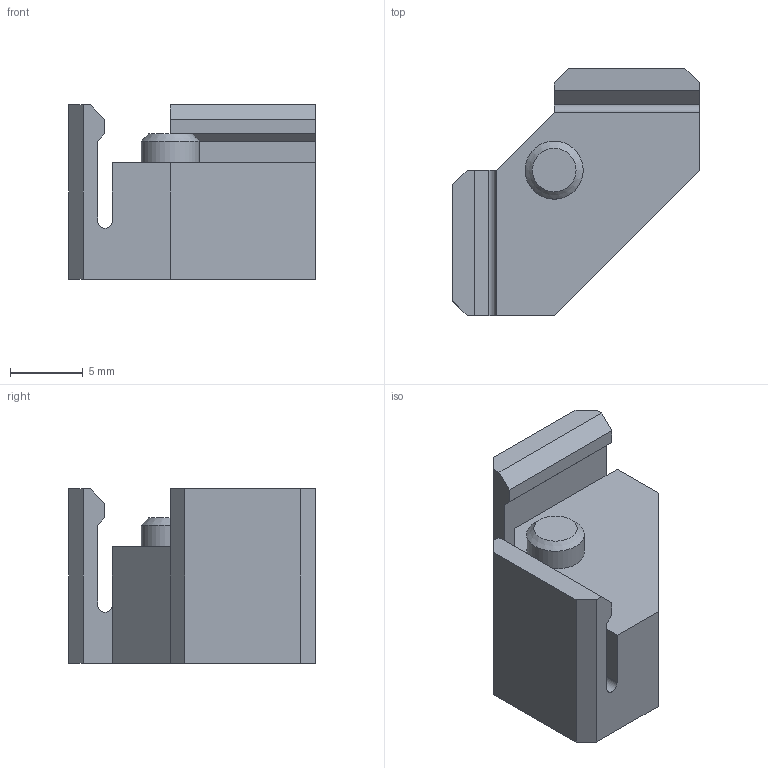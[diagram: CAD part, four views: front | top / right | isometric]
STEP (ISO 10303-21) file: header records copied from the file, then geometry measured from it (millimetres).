
FILE_DESCRIPTION(('FreeCAD Model'),'2;1');
FILE_NAME('leiterplattenfuß.step', '2021-04-23T13:40:07',('Author'),(''), 'Open CASCADE STEP processor 7.3','FreeCAD','Unknown');
FILE_SCHEMA(('AUTOMOTIVE_DESIGN { 1 0 10303 214 1 1 1 1 }'));
Length unit declared in the file: millimetre
Products named in the file (1): Chamfer001
Bounding box: 17 x 17 x 12 mm (x, y, z)
Volume: 1668.3 mm3; surface area: 1214.2 mm2
Topology: 1 solids, 1 shells, 31 faces, 81 edges, 53 vertices
Faces by surface type: plane 27, cylinder 3, cone 1
Full cylindrical faces by diameter (mm): 4 x1
Entity records: 1992 total; most frequent: CARTESIAN_POINT 366, DIRECTION 286, LINE 204, VECTOR 204, ORIENTED_EDGE 162, PCURVE 162, DEFINITIONAL_REPRESENTATION 162, EDGE_CURVE 81
